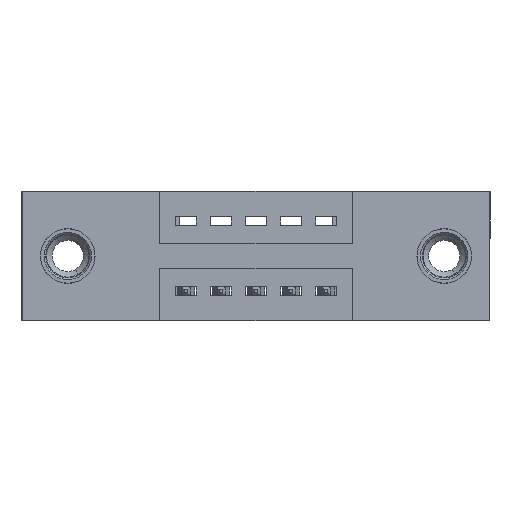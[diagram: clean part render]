
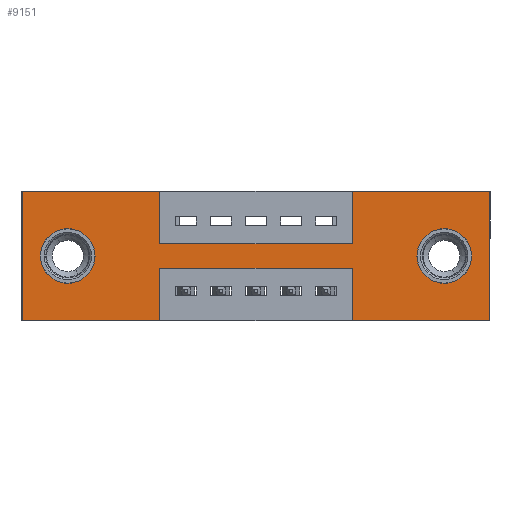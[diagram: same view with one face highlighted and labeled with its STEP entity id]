
A CAD part, front view. The second image highlights one B-rep face of the part: STEP entity #9151.
In plain terms, the highlighted planar face has unit normal (0, -1, 0).
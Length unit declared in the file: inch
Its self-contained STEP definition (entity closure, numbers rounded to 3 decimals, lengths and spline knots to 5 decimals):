
#29 = DIRECTION ( 'NONE',  ( 0., 0., 1. ) ) ;
#178 = CARTESIAN_POINT ( 'NONE',  ( 0.9425, 0., -0.37 ) ) ;
#179 = CARTESIAN_POINT ( 'NONE',  ( 0.3925, 0., 0. ) ) ;
#262 = VERTEX_POINT ( 'NONE', #11880 ) ;
#588 = LINE ( 'NONE', #6782, #2540 ) ;
#742 = CARTESIAN_POINT ( 'NONE',  ( 0.13, 0., -0.185 ) ) ;
#954 = EDGE_CURVE ( 'NONE', #262, #4503, #6084, .T. ) ;
#1092 = EDGE_CURVE ( 'NONE', #2126, #2192, #8835, .T. ) ;
#1208 = VERTEX_POINT ( 'NONE', #12388 ) ;
#1302 = VECTOR ( 'NONE', #6570, 39.37008 ) ;
#1351 = EDGE_CURVE ( 'NONE', #3884, #7424, #8494, .T. ) ;
#1414 = PLANE ( 'NONE',  #2132 ) ;
#1472 = CARTESIAN_POINT ( 'NONE',  ( 0.3925, 0., -0.15 ) ) ;
#1517 = CARTESIAN_POINT ( 'NONE',  ( 1.205, 0., -0.263 ) ) ;
#1665 = CARTESIAN_POINT ( 'NONE',  ( 0.9425, 0., -0.22 ) ) ;
#1715 = DIRECTION ( 'NONE',  ( 0., 0., 1. ) ) ;
#1720 = LINE ( 'NONE', #6695, #6958 ) ;
#1733 = FACE_OUTER_BOUND ( 'NONE', #2025, .T. ) ;
#1891 = LINE ( 'NONE', #13024, #9577 ) ;
#1988 = CARTESIAN_POINT ( 'NONE',  ( 0., 0., -0.37 ) ) ;
#2025 = EDGE_LOOP ( 'NONE', ( #11231, #5210, #3152, #7720, #9838, #10679, #7612, #4962, #11092, #5642, #10965, #4949 ) ) ;
#2098 = EDGE_CURVE ( 'NONE', #8578, #1208, #2116, .T. ) ;
#2116 = LINE ( 'NONE', #7556, #1302 ) ;
#2126 = VERTEX_POINT ( 'NONE', #8503 ) ;
#2132 = AXIS2_PLACEMENT_3D ( 'NONE', #8759, #13051, #2596 ) ;
#2192 = VERTEX_POINT ( 'NONE', #7188 ) ;
#2255 = VECTOR ( 'NONE', #3749, 39.37008 ) ;
#2277 = VERTEX_POINT ( 'NONE', #7755 ) ;
#2339 = AXIS2_PLACEMENT_3D ( 'NONE', #9978, #10071, #1715 ) ;
#2342 = ORIENTED_EDGE ( 'NONE', *, *, #1092, .T. ) ;
#2540 = VECTOR ( 'NONE', #8086, 39.37008 ) ;
#2596 = DIRECTION ( 'NONE',  ( 0., 0., -1. ) ) ;
#2785 = CARTESIAN_POINT ( 'NONE',  ( 1.335, 0., 0. ) ) ;
#3042 = CIRCLE ( 'NONE', #9447, 0.078 ) ;
#3106 = AXIS2_PLACEMENT_3D ( 'NONE', #742, #8046, #10152 ) ;
#3134 = CARTESIAN_POINT ( 'NONE',  ( 0., 0., 0. ) ) ;
#3152 = ORIENTED_EDGE ( 'NONE', *, *, #9020, .F. ) ;
#3277 = VECTOR ( 'NONE', #6809, 39.37008 ) ;
#3290 = VERTEX_POINT ( 'NONE', #1517 ) ;
#3359 = LINE ( 'NONE', #8487, #3695 ) ;
#3524 = VECTOR ( 'NONE', #8044, 39.37008 ) ;
#3591 = CARTESIAN_POINT ( 'NONE',  ( 1.205, 0., -0.185 ) ) ;
#3695 = VECTOR ( 'NONE', #8536, 39.37008 ) ;
#3722 = VERTEX_POINT ( 'NONE', #13065 ) ;
#3749 = DIRECTION ( 'NONE',  ( 0., 0., -1. ) ) ;
#3838 = EDGE_CURVE ( 'NONE', #3290, #12454, #3042, .T. ) ;
#3884 = VERTEX_POINT ( 'NONE', #1988 ) ;
#4055 = LINE ( 'NONE', #2785, #2255 ) ;
#4361 = CARTESIAN_POINT ( 'NONE',  ( 1.205, 0., -0.107 ) ) ;
#4503 = VERTEX_POINT ( 'NONE', #13528 ) ;
#4559 = ORIENTED_EDGE ( 'NONE', *, *, #4880, .T. ) ;
#4651 = DIRECTION ( 'NONE',  ( 0., 1., 0. ) ) ;
#4749 = EDGE_CURVE ( 'NONE', #8534, #262, #1891, .T. ) ;
#4880 = EDGE_CURVE ( 'NONE', #2192, #2126, #10543, .T. ) ;
#4949 = ORIENTED_EDGE ( 'NONE', *, *, #10317, .F. ) ;
#4962 = ORIENTED_EDGE ( 'NONE', *, *, #8478, .F. ) ;
#5012 = CARTESIAN_POINT ( 'NONE',  ( 1.205, 0., -0.185 ) ) ;
#5210 = ORIENTED_EDGE ( 'NONE', *, *, #2098, .F. ) ;
#5405 = CARTESIAN_POINT ( 'NONE',  ( 0.3925, 0., -0.37 ) ) ;
#5546 = DIRECTION ( 'NONE',  ( 0., 0., 1. ) ) ;
#5642 = ORIENTED_EDGE ( 'NONE', *, *, #8293, .F. ) ;
#5649 = LINE ( 'NONE', #1472, #6149 ) ;
#5709 = DIRECTION ( 'NONE',  ( 0., 0., -1. ) ) ;
#5802 = CARTESIAN_POINT ( 'NONE',  ( 0., 0., 0. ) ) ;
#5854 = CARTESIAN_POINT ( 'NONE',  ( 0., 0., 0. ) ) ;
#5984 = VECTOR ( 'NONE', #7489, 39.37008 ) ;
#5990 = DIRECTION ( 'NONE',  ( 0., 0., -1. ) ) ;
#6084 = LINE ( 'NONE', #5802, #3277 ) ;
#6149 = VECTOR ( 'NONE', #10790, 39.37008 ) ;
#6262 = VERTEX_POINT ( 'NONE', #9984 ) ;
#6570 = DIRECTION ( 'NONE',  ( -1., 0., 0. ) ) ;
#6632 = FACE_BOUND ( 'NONE', #7992, .T. ) ;
#6695 = CARTESIAN_POINT ( 'NONE',  ( 0., 0., -0.37 ) ) ;
#6737 = DIRECTION ( 'NONE',  ( -1., 0., 0. ) ) ;
#6782 = CARTESIAN_POINT ( 'NONE',  ( 0.3925, 0., 0. ) ) ;
#6809 = DIRECTION ( 'NONE',  ( 1., 0., 0. ) ) ;
#6936 = EDGE_CURVE ( 'NONE', #4503, #6262, #4055, .T. ) ;
#6958 = VECTOR ( 'NONE', #6737, 39.37008 ) ;
#6968 = FACE_BOUND ( 'NONE', #8715, .T. ) ;
#7188 = CARTESIAN_POINT ( 'NONE',  ( 0.13, 0., -0.107 ) ) ;
#7234 = CARTESIAN_POINT ( 'NONE',  ( 0.9425, 0., -0.37 ) ) ;
#7424 = VERTEX_POINT ( 'NONE', #5854 ) ;
#7489 = DIRECTION ( 'NONE',  ( 0., 0., 1. ) ) ;
#7501 = EDGE_CURVE ( 'NONE', #12454, #3290, #8287, .T. ) ;
#7556 = CARTESIAN_POINT ( 'NONE',  ( 0.3925, 0., -0.22 ) ) ;
#7612 = ORIENTED_EDGE ( 'NONE', *, *, #4749, .F. ) ;
#7720 = ORIENTED_EDGE ( 'NONE', *, *, #8706, .F. ) ;
#7755 = CARTESIAN_POINT ( 'NONE',  ( 0.3925, 0., -0.15 ) ) ;
#7916 = ORIENTED_EDGE ( 'NONE', *, *, #7501, .T. ) ;
#7992 = EDGE_LOOP ( 'NONE', ( #4559, #2342 ) ) ;
#8011 = VECTOR ( 'NONE', #12741, 39.37008 ) ;
#8044 = DIRECTION ( 'NONE',  ( -1., 0., 0. ) ) ;
#8046 = DIRECTION ( 'NONE',  ( 0., 1., 0. ) ) ;
#8086 = DIRECTION ( 'NONE',  ( 0., 0., -1. ) ) ;
#8287 = CIRCLE ( 'NONE', #11903, 0.078 ) ;
#8293 = EDGE_CURVE ( 'NONE', #7424, #10587, #3359, .T. ) ;
#8478 = EDGE_CURVE ( 'NONE', #2277, #8534, #5649, .T. ) ;
#8487 = CARTESIAN_POINT ( 'NONE',  ( 0., 0., 0. ) ) ;
#8494 = LINE ( 'NONE', #3134, #9175 ) ;
#8503 = CARTESIAN_POINT ( 'NONE',  ( 0.13, 0., -0.263 ) ) ;
#8534 = VERTEX_POINT ( 'NONE', #12973 ) ;
#8536 = DIRECTION ( 'NONE',  ( 1., 0., 0. ) ) ;
#8578 = VERTEX_POINT ( 'NONE', #1665 ) ;
#8669 = EDGE_CURVE ( 'NONE', #10587, #2277, #588, .T. ) ;
#8706 = EDGE_CURVE ( 'NONE', #6262, #13351, #9899, .T. ) ;
#8715 = EDGE_LOOP ( 'NONE', ( #7916, #9081 ) ) ;
#8735 = LINE ( 'NONE', #178, #5984 ) ;
#8759 = CARTESIAN_POINT ( 'NONE',  ( 0., 0., -0.37 ) ) ;
#8835 = CIRCLE ( 'NONE', #3106, 0.078 ) ;
#9020 = EDGE_CURVE ( 'NONE', #13351, #8578, #8735, .T. ) ;
#9081 = ORIENTED_EDGE ( 'NONE', *, *, #3838, .T. ) ;
#9151 = ADVANCED_FACE ( 'NONE', ( #6968, #6632, #1733 ), #1414, .T. ) ;
#9175 = VECTOR ( 'NONE', #29, 39.37008 ) ;
#9447 = AXIS2_PLACEMENT_3D ( 'NONE', #5012, #12294, #5990 ) ;
#9577 = VECTOR ( 'NONE', #5546, 39.37008 ) ;
#9838 = ORIENTED_EDGE ( 'NONE', *, *, #6936, .F. ) ;
#9899 = LINE ( 'NONE', #11185, #3524 ) ;
#9978 = CARTESIAN_POINT ( 'NONE',  ( 0.13, 0., -0.185 ) ) ;
#9984 = CARTESIAN_POINT ( 'NONE',  ( 1.335, 0., -0.37 ) ) ;
#10071 = DIRECTION ( 'NONE',  ( 0., 1., 0. ) ) ;
#10152 = DIRECTION ( 'NONE',  ( 0., 0., 1. ) ) ;
#10317 = EDGE_CURVE ( 'NONE', #3722, #3884, #1720, .T. ) ;
#10543 = CIRCLE ( 'NONE', #2339, 0.078 ) ;
#10587 = VERTEX_POINT ( 'NONE', #179 ) ;
#10679 = ORIENTED_EDGE ( 'NONE', *, *, #954, .F. ) ;
#10790 = DIRECTION ( 'NONE',  ( 1., 0., 0. ) ) ;
#10965 = ORIENTED_EDGE ( 'NONE', *, *, #1351, .F. ) ;
#11092 = ORIENTED_EDGE ( 'NONE', *, *, #8669, .F. ) ;
#11185 = CARTESIAN_POINT ( 'NONE',  ( 0., 0., -0.37 ) ) ;
#11231 = ORIENTED_EDGE ( 'NONE', *, *, #12857, .F. ) ;
#11759 = LINE ( 'NONE', #5405, #8011 ) ;
#11880 = CARTESIAN_POINT ( 'NONE',  ( 0.9425, 0., 0. ) ) ;
#11903 = AXIS2_PLACEMENT_3D ( 'NONE', #3591, #4651, #5709 ) ;
#12294 = DIRECTION ( 'NONE',  ( 0., 1., 0. ) ) ;
#12388 = CARTESIAN_POINT ( 'NONE',  ( 0.3925, 0., -0.22 ) ) ;
#12454 = VERTEX_POINT ( 'NONE', #4361 ) ;
#12741 = DIRECTION ( 'NONE',  ( 0., 0., -1. ) ) ;
#12857 = EDGE_CURVE ( 'NONE', #1208, #3722, #11759, .T. ) ;
#12973 = CARTESIAN_POINT ( 'NONE',  ( 0.9425, 0., -0.15 ) ) ;
#13024 = CARTESIAN_POINT ( 'NONE',  ( 0.9425, 0., 0. ) ) ;
#13051 = DIRECTION ( 'NONE',  ( 0., -1., 0. ) ) ;
#13065 = CARTESIAN_POINT ( 'NONE',  ( 0.3925, 0., -0.37 ) ) ;
#13351 = VERTEX_POINT ( 'NONE', #7234 ) ;
#13528 = CARTESIAN_POINT ( 'NONE',  ( 1.335, 0., 0. ) ) ;
